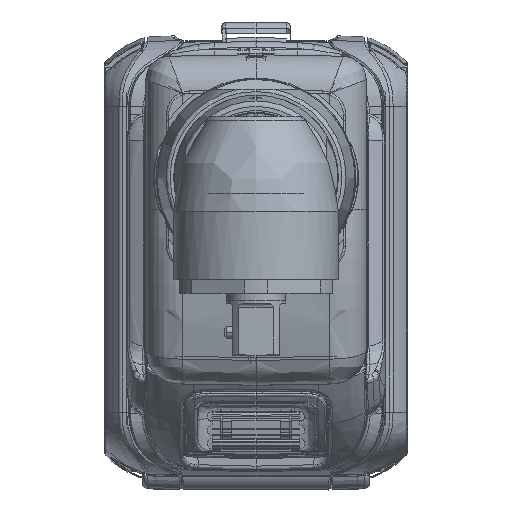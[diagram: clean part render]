
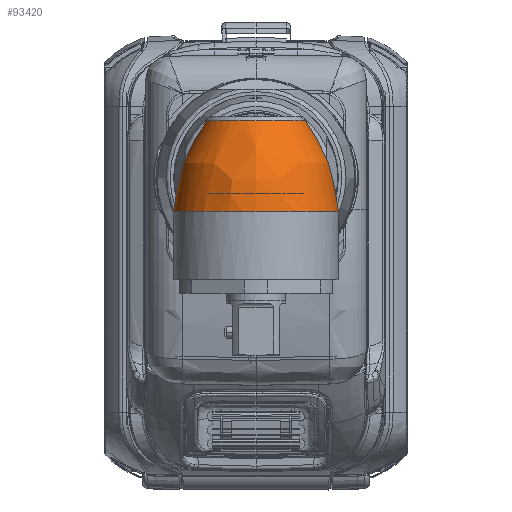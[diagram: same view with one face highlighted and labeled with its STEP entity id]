
A CAD part, top view. The second image highlights one B-rep face of the part: STEP entity #93420.
In plain terms, the highlighted free-form (B-spline) face has degree [3, 3] with [7, 4] control points.
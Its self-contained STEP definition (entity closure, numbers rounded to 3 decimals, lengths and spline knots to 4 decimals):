
#82577=CARTESIAN_POINT('',(0.,0.591,7.9797));
#82578=DIRECTION('',(0.,-1.,0.));
#82579=DIRECTION('',(0.643,0.,-0.766));
#82580=AXIS2_PLACEMENT_3D('',#82577,#82578,#82579);
#82610=CARTESIAN_POINT('',(0.,-0.375,7.9797));
#82611=DIRECTION('',(0.,1.,0.));
#82612=DIRECTION('',(-0.683,0.,-0.73));
#82613=AXIS2_PLACEMENT_3D('',#82610,#82611,#82612);
#91120=CARTESIAN_POINT('',(-0.3383,0.591,
7.5766));
#91121=CARTESIAN_POINT('',(-0.3562,0.5797,
7.5792));
#91122=CARTESIAN_POINT('',(-0.3911,0.5555,
7.5843));
#91123=CARTESIAN_POINT('',(-0.4404,0.5143,
7.5909));
#91124=CARTESIAN_POINT('',(-0.4872,0.4677,
7.5956));
#91125=CARTESIAN_POINT('',(-0.5311,0.4152,
7.5974));
#91126=CARTESIAN_POINT('',(-0.5711,0.3573,
7.5951));
#91127=CARTESIAN_POINT('',(-0.6062,0.2944,
7.5878));
#91128=CARTESIAN_POINT('',(-0.636,0.226,
7.575));
#91129=CARTESIAN_POINT('',(-0.6595,0.1526,
7.5563));
#91130=CARTESIAN_POINT('',(-0.676,0.0729,
7.5312));
#91131=CARTESIAN_POINT('',(-0.684,-0.0143,
7.4993));
#91132=CARTESIAN_POINT('',(-0.6812,-0.1069,
7.4615));
#91133=CARTESIAN_POINT('',(-0.6664,-0.1998,
7.4206));
#91134=CARTESIAN_POINT('',(-0.6397,-0.2903,
7.3787));
#91135=CARTESIAN_POINT('',(-0.6146,-0.3473,
7.3514));
#91136=CARTESIAN_POINT('',(-0.6003,-0.375,
7.3379));
#91161=CARTESIAN_POINT('',(0.6003,-0.375,
7.3379));
#91162=CARTESIAN_POINT('',(0.6146,-0.3473,
7.3514));
#91163=CARTESIAN_POINT('',(0.6397,-0.2903,
7.3787));
#91164=CARTESIAN_POINT('',(0.6664,-0.1998,
7.4206));
#91165=CARTESIAN_POINT('',(0.6812,-0.1069,
7.4615));
#91166=CARTESIAN_POINT('',(0.684,-0.0143,
7.4993));
#91167=CARTESIAN_POINT('',(0.676,0.0729,
7.5312));
#91168=CARTESIAN_POINT('',(0.6594,0.1527,
7.5563));
#91169=CARTESIAN_POINT('',(0.6359,0.226,
7.575));
#91170=CARTESIAN_POINT('',(0.6062,0.2944,
7.5878));
#91171=CARTESIAN_POINT('',(0.5711,0.3573,
7.5951));
#91172=CARTESIAN_POINT('',(0.5311,0.4152,
7.5974));
#91173=CARTESIAN_POINT('',(0.4872,0.4677,
7.5956));
#91174=CARTESIAN_POINT('',(0.4404,0.5143,
7.5909));
#91175=CARTESIAN_POINT('',(0.391,0.5555,
7.5843));
#91176=CARTESIAN_POINT('',(0.3562,0.5797,
7.5792));
#91177=CARTESIAN_POINT('',(0.3383,0.591,
7.5766));
#93214=VERTEX_POINT('',#91120);
#93215=VERTEX_POINT('',#91136);
#93218=VERTEX_POINT('',#91161);
#93219=VERTEX_POINT('',#91177);
#93382=CARTESIAN_POINT('',(-0.4964,-0.396,
7.2548));
#93383=CARTESIAN_POINT('',(-0.4994,-0.0239,
7.2505));
#93384=CARTESIAN_POINT('',(-0.4273,0.3257,
7.3557));
#93385=CARTESIAN_POINT('',(-0.2897,0.607,
7.5567));
#93386=CARTESIAN_POINT('',(-1.3667,-0.396,
7.8507));
#93387=CARTESIAN_POINT('',(-1.3748,-0.0239,
7.85));
#93388=CARTESIAN_POINT('',(-1.1764,0.3257,
7.8687));
#93389=CARTESIAN_POINT('',(-0.7974,0.607,
7.9044));
#93390=CARTESIAN_POINT('',(-1.0547,-0.396,
8.8583));
#93391=CARTESIAN_POINT('',(-1.061,-0.0239,
8.8635));
#93392=CARTESIAN_POINT('',(-0.9079,0.3257,
8.736));
#93393=CARTESIAN_POINT('',(-0.6154,0.607,
8.4924));
#93394=CARTESIAN_POINT('',(0.,-0.396,8.8583));
#93395=CARTESIAN_POINT('',(0.,-0.0239,8.8635));
#93396=CARTESIAN_POINT('',(0.,0.3257,8.736));
#93397=CARTESIAN_POINT('',(0.,0.607,8.4924));
#93398=CARTESIAN_POINT('',(1.0547,-0.396,
8.8583));
#93399=CARTESIAN_POINT('',(1.061,-0.0239,
8.8635));
#93400=CARTESIAN_POINT('',(0.9079,0.3257,
8.736));
#93401=CARTESIAN_POINT('',(0.6154,0.607,
8.4924));
#93402=CARTESIAN_POINT('',(1.3667,-0.396,
7.8507));
#93403=CARTESIAN_POINT('',(1.3748,-0.0239,
7.85));
#93404=CARTESIAN_POINT('',(1.1764,0.3257,
7.8687));
#93405=CARTESIAN_POINT('',(0.7974,0.607,
7.9044));
#93406=CARTESIAN_POINT('',(0.4964,-0.396,
7.2548));
#93407=CARTESIAN_POINT('',(0.4994,-0.0239,
7.2505));
#93408=CARTESIAN_POINT('',(0.4273,0.3257,
7.3557));
#93409=CARTESIAN_POINT('',(0.2897,0.607,
7.5567));
#93410=(BOUNDED_SURFACE()B_SPLINE_SURFACE(3,3,((#93382,#93383,#93384,#93385),(
#93386,#93387,#93388,#93389),(#93390,#93391,#93392,#93393),(#93394,#93395,
#93396,#93397),(#93398,#93399,#93400,#93401),(#93402,#93403,#93404,#93405),(
#93406,#93407,#93408,#93409)),.UNSPECIFIED.,.F.,.F.,.F.)B_SPLINE_SURFACE_WITH_KNOTS((4,3,4),(4,4),(0.,1.,2.),(0.,1.),.UNSPECIFIED.)GEOMETRIC_REPRESENTATION_ITEM()RATIONAL_B_SPLINE_SURFACE(((1.596,1.526,
1.526,1.596),(0.847,0.81,
0.81,0.847),(0.847,0.81,
0.81,0.847),(1.596,1.526,
1.526,1.596),(0.847,0.81,
0.81,0.847),(0.847,0.81,
0.81,0.847),(1.596,1.526,
1.526,1.596)))REPRESENTATION_ITEM('')SURFACE());
#93412=ORIENTED_EDGE('',*,*,#93411,.F.);
#93413=ORIENTED_EDGE('',*,*,#93371,.F.);
#93415=ORIENTED_EDGE('',*,*,#93414,.F.);
#93417=ORIENTED_EDGE('',*,*,#93416,.F.);
#93418=EDGE_LOOP('',(#93412,#93413,#93415,#93417));
#93419=FACE_OUTER_BOUND('',#93418,.F.);
#93420=ADVANCED_FACE('',(#93419),#93410,.T.);
#82581=CIRCLE('',#82580,0.5263);
#82614=CIRCLE('',#82613,0.8788);
#91137=B_SPLINE_CURVE_WITH_KNOTS('',3,(#91120,#91121,#91122,#91123,#91124,
#91125,#91126,#91127,#91128,#91129,#91130,#91131,#91132,#91133,#91134,#91135,
#91136),.UNSPECIFIED.,.F.,.F.,(4,1,1,1,1,1,1,1,1,1,1,1,1,1,4),(0.,
0.0714,0.1429,0.2143,0.2857,
0.3571,0.4286,0.5,0.5714,0.6429,
0.7143,0.7857,0.8571,0.9286,1.),
.UNSPECIFIED.);
#91178=B_SPLINE_CURVE_WITH_KNOTS('',3,(#91161,#91162,#91163,#91164,#91165,
#91166,#91167,#91168,#91169,#91170,#91171,#91172,#91173,#91174,#91175,#91176,
#91177),.UNSPECIFIED.,.F.,.F.,(4,1,1,1,1,1,1,1,1,1,1,1,1,1,4),(0.,
0.0714,0.1429,0.2143,0.2857,
0.3571,0.4286,0.5,0.5714,0.6429,
0.7143,0.7857,0.8571,0.9286,1.),
.UNSPECIFIED.);
#93371=EDGE_CURVE('',#93219,#93214,#82581,.T.);
#93411=EDGE_CURVE('',#93214,#93215,#91137,.T.);
#93414=EDGE_CURVE('',#93218,#93219,#91178,.T.);
#93416=EDGE_CURVE('',#93215,#93218,#82614,.T.);
